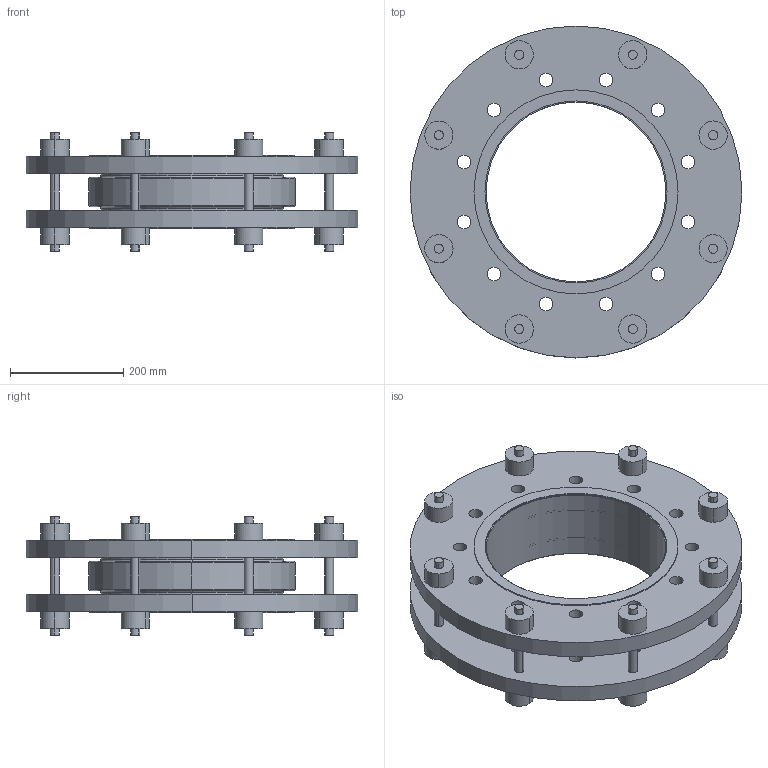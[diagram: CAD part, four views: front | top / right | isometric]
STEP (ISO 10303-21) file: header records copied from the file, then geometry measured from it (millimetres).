
FILE_DESCRIPTION (( 'STEP AP214' ), '1' );
FILE_NAME ('EPSILON-C_DN300_PN16_120_K-0002084.STEP', '2021-10-19T06:23:18', ( 'axxx' ), ( 'Hewlett-Packard Company' ), 'SwSTEP 2.0', 'SolidWorks 2019', '' );
FILE_SCHEMA (( 'AUTOMOTIVE_DESIGN' ));
Length unit declared in the file: millimetre
Products named in the file (1): EPSILON-C_DN300_PN16_120_K-0002084
Bounding box: 587 x 587 x 210 mm (x, y, z)
Volume: 13837843.9 mm3; surface area: 1347555.9 mm2
Topology: 3 solids, 3 shells, 681 faces, 1777 edges, 1182 vertices
Faces by surface type: plane 263, bspline 229, cylinder 181, torus 8
Entity records: 33601 total; most frequent: CARTESIAN_POINT 18001, ORIENTED_EDGE 3554, DIRECTION 2560, EDGE_CURVE 1777, VERTEX_POINT 1182, AXIS2_PLACEMENT_3D 856, LINE 848, VECTOR 848
